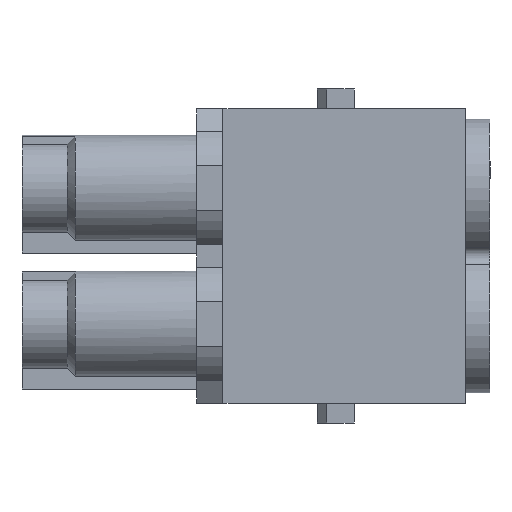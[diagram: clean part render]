
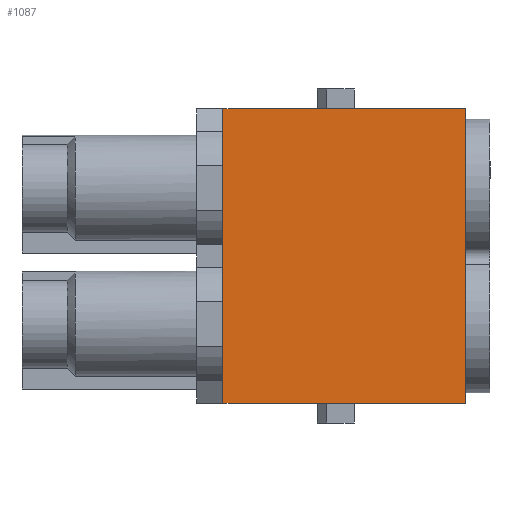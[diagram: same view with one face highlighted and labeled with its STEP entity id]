
A CAD part, left-side view. The second image highlights one B-rep face of the part: STEP entity #1087.
In plain terms, the highlighted planar face has unit normal (-1, 0, 0).
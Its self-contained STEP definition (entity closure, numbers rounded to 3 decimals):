
#1087=ADVANCED_FACE('',(#1548),#1337,.T.);
#1337=PLANE('',#5863);
#1548=FACE_OUTER_BOUND('',#1801,.T.);
#1801=EDGE_LOOP('',(#2609,#2610,#2611,#2612));
#2609=ORIENTED_EDGE('',*,*,#4198,.T.);
#2610=ORIENTED_EDGE('',*,*,#4199,.F.);
#2611=ORIENTED_EDGE('',*,*,#4200,.T.);
#2612=ORIENTED_EDGE('',*,*,#4201,.F.);
#3603=VERTEX_POINT('',#8606);
#3604=VERTEX_POINT('',#8607);
#3605=VERTEX_POINT('',#8609);
#3606=VERTEX_POINT('',#8611);
#4198=EDGE_CURVE('',#3603,#3604,#4864,.T.);
#4199=EDGE_CURVE('',#3605,#3604,#4865,.T.);
#4200=EDGE_CURVE('',#3605,#3606,#4866,.T.);
#4201=EDGE_CURVE('',#3603,#3606,#4867,.T.);
#4864=LINE('',#8605,#5400);
#4865=LINE('',#8608,#5401);
#4866=LINE('',#8610,#5402);
#4867=LINE('',#8612,#5403);
#5400=VECTOR('',#6733,1.);
#5401=VECTOR('',#6734,1.);
#5402=VECTOR('',#6735,1.);
#5403=VECTOR('',#6736,1.);
#5863=AXIS2_PLACEMENT_3D('',#8613,#6737,#6738);
#6733=DIRECTION('',(0.,0.,1.));
#6734=DIRECTION('',(0.,-1.,0.));
#6735=DIRECTION('',(0.,0.,-1.));
#6736=DIRECTION('',(0.,1.,0.));
#6737=DIRECTION('',(-1.,0.,0.));
#6738=DIRECTION('',(0.,0.,1.));
#8605=CARTESIAN_POINT('',(-7.3,-26.8,-15.15));
#8606=CARTESIAN_POINT('',(-7.3,-26.8,-15.15));
#8607=CARTESIAN_POINT('',(-7.3,-26.8,15.15));
#8608=CARTESIAN_POINT('',(-7.3,-1.8,15.15));
#8609=CARTESIAN_POINT('',(-7.3,-1.8,15.15));
#8610=CARTESIAN_POINT('',(-7.3,-1.8,15.15));
#8611=CARTESIAN_POINT('',(-7.3,-1.8,-15.15));
#8612=CARTESIAN_POINT('',(-7.3,-26.8,-15.15));
#8613=CARTESIAN_POINT('',(-7.3,-26.8,-15.15));
